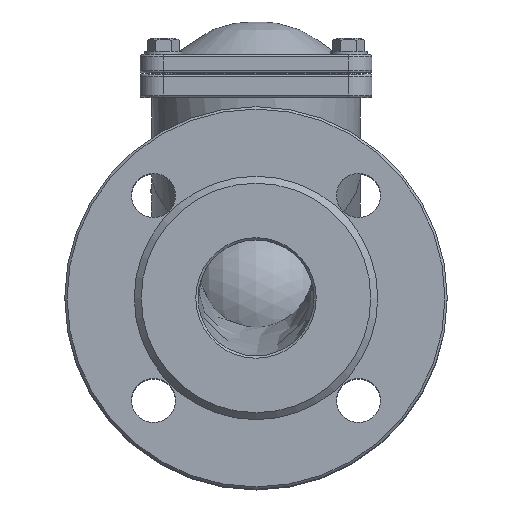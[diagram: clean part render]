
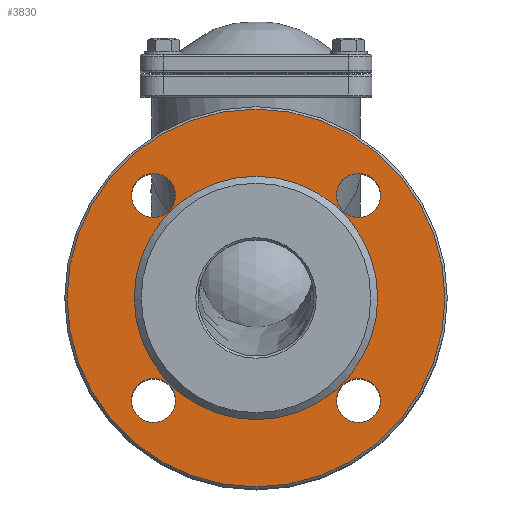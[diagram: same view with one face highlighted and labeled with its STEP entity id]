
A CAD part, top view. The second image highlights one B-rep face of the part: STEP entity #3830.
In plain terms, the highlighted planar face has unit normal (0, 0, 1).
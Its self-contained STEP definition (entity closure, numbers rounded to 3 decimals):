
#140=FACE_BOUND('',#1148,.T.);
#141=FACE_BOUND('',#1149,.T.);
#142=FACE_BOUND('',#1150,.T.);
#143=FACE_BOUND('',#1151,.T.);
#144=FACE_BOUND('',#1152,.T.);
#222=PLANE('',#4297);
#890=FACE_OUTER_BOUND('',#1147,.T.);
#1147=EDGE_LOOP('',(#3146));
#1148=EDGE_LOOP('',(#3147));
#1149=EDGE_LOOP('',(#3148));
#1150=EDGE_LOOP('',(#3149));
#1151=EDGE_LOOP('',(#3150));
#1152=EDGE_LOOP('',(#3151));
#1378=CIRCLE('',#4296,81.5);
#1379=CIRCLE('',#4298,52.5);
#1380=CIRCLE('',#4299,9.5);
#1381=CIRCLE('',#4300,9.5);
#1382=CIRCLE('',#4301,9.5);
#1383=CIRCLE('',#4302,9.5);
#1774=VERTEX_POINT('',#8573);
#1775=VERTEX_POINT('',#8577);
#1776=VERTEX_POINT('',#8579);
#1777=VERTEX_POINT('',#8581);
#1778=VERTEX_POINT('',#8583);
#1779=VERTEX_POINT('',#8585);
#2244=EDGE_CURVE('',#1774,#1774,#1378,.T.);
#2245=EDGE_CURVE('',#1775,#1775,#1379,.T.);
#2246=EDGE_CURVE('',#1776,#1776,#1380,.T.);
#2247=EDGE_CURVE('',#1777,#1777,#1381,.T.);
#2248=EDGE_CURVE('',#1778,#1778,#1382,.T.);
#2249=EDGE_CURVE('',#1779,#1779,#1383,.T.);
#3146=ORIENTED_EDGE('',*,*,#2244,.T.);
#3147=ORIENTED_EDGE('',*,*,#2245,.T.);
#3148=ORIENTED_EDGE('',*,*,#2246,.T.);
#3149=ORIENTED_EDGE('',*,*,#2247,.T.);
#3150=ORIENTED_EDGE('',*,*,#2248,.T.);
#3151=ORIENTED_EDGE('',*,*,#2249,.T.);
#3830=ADVANCED_FACE('',(#890,#140,#141,#142,#143,#144),#222,.T.);
#4296=AXIS2_PLACEMENT_3D('',#8575,#5122,#5123);
#4297=AXIS2_PLACEMENT_3D('',#8576,#5124,#5125);
#4298=AXIS2_PLACEMENT_3D('',#8578,#5126,#5127);
#4299=AXIS2_PLACEMENT_3D('',#8580,#5128,#5129);
#4300=AXIS2_PLACEMENT_3D('',#8582,#5130,#5131);
#4301=AXIS2_PLACEMENT_3D('',#8584,#5132,#5133);
#4302=AXIS2_PLACEMENT_3D('',#8586,#5134,#5135);
#5122=DIRECTION('center_axis',(0.,0.,1.));
#5123=DIRECTION('ref_axis',(-1.,0.,0.));
#5124=DIRECTION('center_axis',(0.,0.,1.));
#5125=DIRECTION('ref_axis',(1.,0.,0.));
#5126=DIRECTION('center_axis',(0.,0.,-1.));
#5127=DIRECTION('ref_axis',(-1.,0.,0.));
#5128=DIRECTION('center_axis',(0.,0.,-1.));
#5129=DIRECTION('ref_axis',(-1.,0.,0.));
#5130=DIRECTION('center_axis',(0.,0.,-1.));
#5131=DIRECTION('ref_axis',(-1.,0.,0.));
#5132=DIRECTION('center_axis',(0.,0.,-1.));
#5133=DIRECTION('ref_axis',(-1.,0.,0.));
#5134=DIRECTION('center_axis',(0.,0.,-1.));
#5135=DIRECTION('ref_axis',(-1.,0.,0.));
#8573=CARTESIAN_POINT('',(81.5,0.,197.));
#8575=CARTESIAN_POINT('Origin',(0.,0.,197.));
#8576=CARTESIAN_POINT('Origin',(0.,0.,197.));
#8577=CARTESIAN_POINT('',(52.5,0.,197.));
#8578=CARTESIAN_POINT('Origin',(0.,0.,197.));
#8579=CARTESIAN_POINT('',(53.694,-44.194,197.));
#8580=CARTESIAN_POINT('Origin',(44.194,-44.194,197.));
#8581=CARTESIAN_POINT('',(-34.694,-44.194,197.));
#8582=CARTESIAN_POINT('Origin',(-44.194,-44.194,197.));
#8583=CARTESIAN_POINT('',(-34.694,44.194,197.));
#8584=CARTESIAN_POINT('Origin',(-44.194,44.194,197.));
#8585=CARTESIAN_POINT('',(53.694,44.194,197.));
#8586=CARTESIAN_POINT('Origin',(44.194,44.194,197.));
